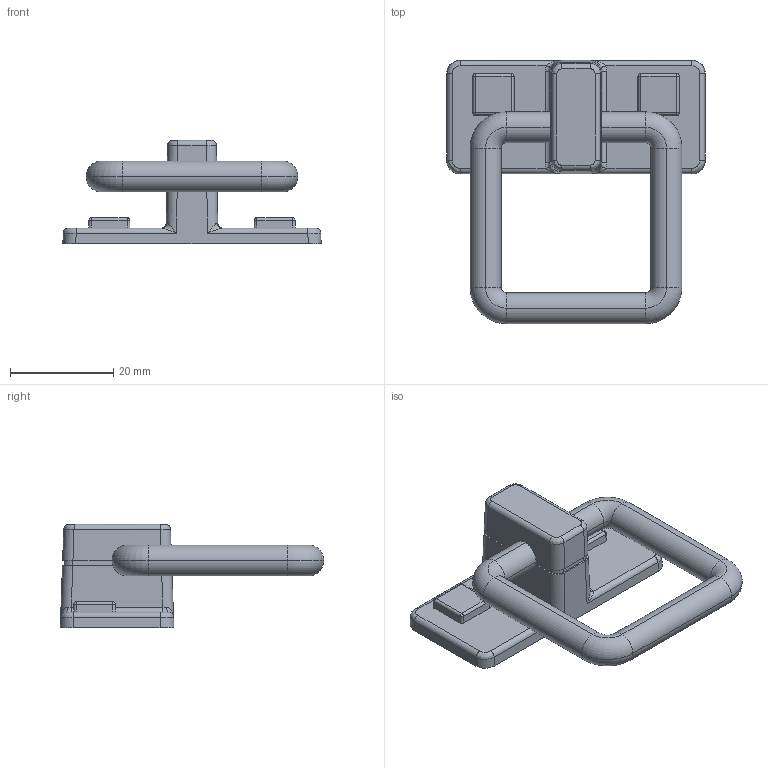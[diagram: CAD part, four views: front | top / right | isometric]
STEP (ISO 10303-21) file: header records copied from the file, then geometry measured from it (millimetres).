
FILE_DESCRIPTION(('Creo Elements/Direct Modeling STEP Export'),'2;1');
FILE_NAME('2473-50.stp','2019-09-20T11:07:24',(''),(''),'Creo Elements/Direct Modeling STEP processor for AP214 (Solid Model)','Creo Elements/Direct Modeling 20.0 12-Nov-2016 (C) Parametric Technology GmbH','');
FILE_SCHEMA(('AUTOMOTIVE_DESIGN { 1 0 10303 214 1 1 1 1 }'));
Length unit declared in the file: millimetre
Products named in the file (2): 2473-50
Assembly tree (1 placements, depth 2):
  2473-50
    2473-50
Bounding box: 50 x 51 x 20 mm (x, y, z)
Volume: 10308.4 mm3; surface area: 6035.6 mm2
Topology: 1 solids, 1 shells, 151 faces, 372 edges, 211 vertices
Faces by surface type: cylinder 68, plane 41, bspline 16, torus 16, sphere 8, cone 2
Entity records: 6720 total; most frequent: CARTESIAN_POINT 3367, ORIENTED_EDGE 720, DIRECTION 672, EDGE_CURVE 360, AXIS2_PLACEMENT_3D 254, VERTEX_POINT 213, VECTOR 164, LINE 164
